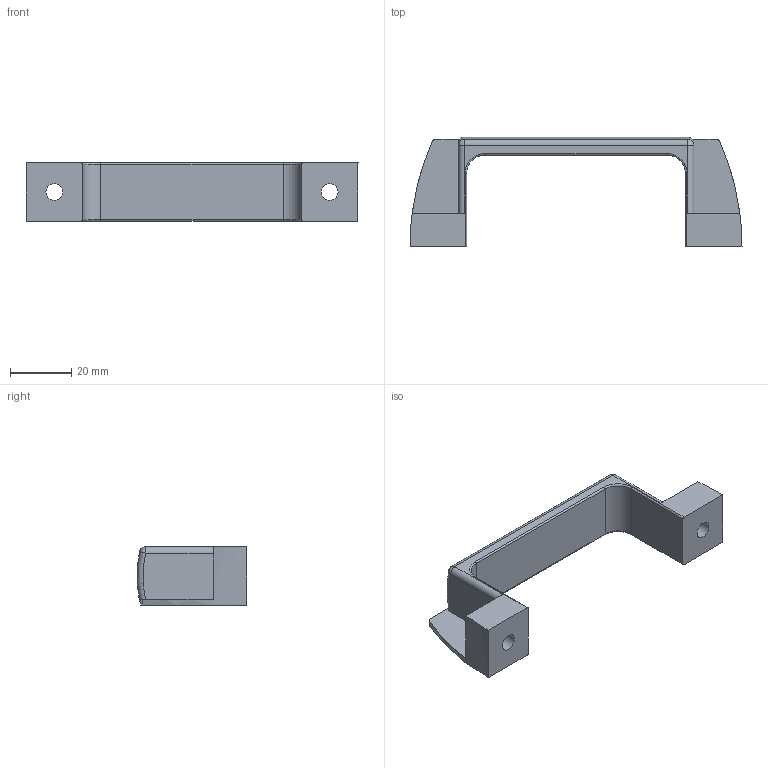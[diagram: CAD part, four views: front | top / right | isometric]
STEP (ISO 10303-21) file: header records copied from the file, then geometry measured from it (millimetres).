
FILE_DESCRIPTION(/* description */ (''),/* implementation_level */ '2;1');
FILE_NAME(/* name */ 'x2_Handles.step',/* time_stamp */ '2019-08-30T16:13:26-04:00',/* author */ (''),/* organization */ (''),/* preprocessor_version */ 'ST-DEVELOPER v18',/* originating_system */ 'Autodesk Translation Framework v8.6.0.1094',/* authorisation */ '');
FILE_SCHEMA (('AUTOMOTIVE_DESIGN { 1 0 10303 214 3 1 1 }'));
Length unit declared in the file: millimetre
Products named in the file (1): x2_Handles
Bounding box: 108.5 x 35.92 x 19 mm (x, y, z)
Volume: 17960.2 mm3; surface area: 9727.1 mm2
Topology: 1 solids, 1 shells, 43 faces, 111 edges, 72 vertices
Faces by surface type: cylinder 20, plane 15, torus 6, sphere 2
Full cylindrical faces by diameter (mm): 5.5 x2, 9.5 x2
Entity records: 1401 total; most frequent: DIRECTION 253, CARTESIAN_POINT 253, ORIENTED_EDGE 222, EDGE_CURVE 111, AXIS2_PLACEMENT_3D 102, VERTEX_POINT 72, CIRCLE 58, LINE 49
